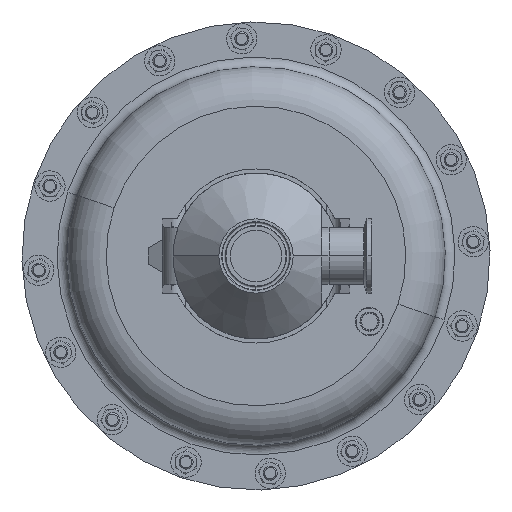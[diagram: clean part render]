
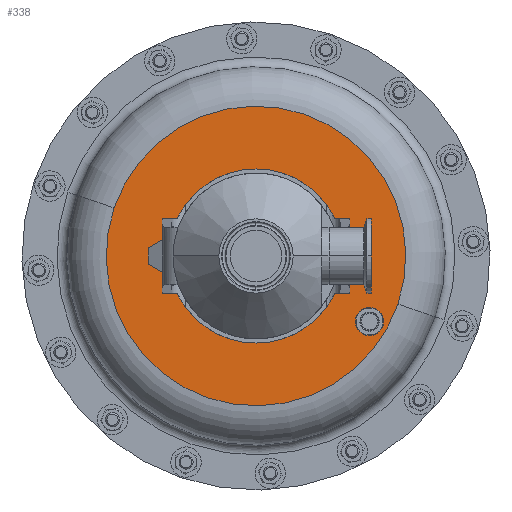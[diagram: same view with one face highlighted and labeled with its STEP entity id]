
A CAD part, front view. The second image highlights one B-rep face of the part: STEP entity #338.
In plain terms, the highlighted planar face has unit normal (0, -1, 0).
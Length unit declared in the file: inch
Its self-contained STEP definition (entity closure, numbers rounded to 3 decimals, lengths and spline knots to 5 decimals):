
#110 = DIRECTION ( 'NONE',  ( 0., 1., 0. ) ) ;
#183 = CIRCLE ( 'NONE', #16408, 4. ) ;
#338 = ADVANCED_FACE ( 'NONE', ( #21151, #23038, #3414 ), #27984, .T. ) ;
#411 = VERTEX_POINT ( 'NONE', #13064 ) ;
#619 = CIRCLE ( 'NONE', #7092, 0.375 ) ;
#1423 = AXIS2_PLACEMENT_3D ( 'NONE', #16498, #9022, #1502 ) ;
#1502 = DIRECTION ( 'NONE',  ( 0., 0., -1. ) ) ;
#2404 = ORIENTED_EDGE ( 'NONE', *, *, #17441, .T. ) ;
#2470 = ORIENTED_EDGE ( 'NONE', *, *, #28523, .F. ) ;
#3414 = FACE_BOUND ( 'NONE', #22218, .T. ) ;
#5062 = CARTESIAN_POINT ( 'NONE',  ( 3.03109, 9.66, -1.75 ) ) ;
#5451 = DIRECTION ( 'NONE',  ( 0.947, 0., -0.321 ) ) ;
#7092 = AXIS2_PLACEMENT_3D ( 'NONE', #5062, #110, #9996 ) ;
#7102 = ORIENTED_EDGE ( 'NONE', *, *, #26680, .F. ) ;
#8238 = VERTEX_POINT ( 'NONE', #27162 ) ;
#8970 = AXIS2_PLACEMENT_3D ( 'NONE', #13161, #13262, #30342 ) ;
#9022 = DIRECTION ( 'NONE',  ( 0., -1., 0. ) ) ;
#9580 = DIRECTION ( 'NONE',  ( 0.947, 0., -0.321 ) ) ;
#9627 = EDGE_CURVE ( 'NONE', #24984, #24720, #16250, .T. ) ;
#9996 = DIRECTION ( 'NONE',  ( 0.249, 0., -0.969 ) ) ;
#11149 = ORIENTED_EDGE ( 'NONE', *, *, #9627, .F. ) ;
#11513 = DIRECTION ( 'NONE',  ( 0., -1., 0. ) ) ;
#12937 = CARTESIAN_POINT ( 'NONE',  ( 0., 9.66, -2.325 ) ) ;
#12965 = CARTESIAN_POINT ( 'NONE',  ( -3.78772, 9.66, 1.28576 ) ) ;
#13064 = CARTESIAN_POINT ( 'NONE',  ( 2.93778, 9.66, -1.38679 ) ) ;
#13161 = CARTESIAN_POINT ( 'NONE',  ( -1.28576, 9.66, -3.78772 ) ) ;
#13262 = DIRECTION ( 'NONE',  ( 0., -1., 0. ) ) ;
#13273 = CIRCLE ( 'NONE', #29089, 4. ) ;
#13506 = EDGE_CURVE ( 'NONE', #411, #8238, #619, .T. ) ;
#13511 = CARTESIAN_POINT ( 'NONE',  ( 3.03109, 9.66, -1.75 ) ) ;
#13787 = ORIENTED_EDGE ( 'NONE', *, *, #13506, .T. ) ;
#14301 = EDGE_CURVE ( 'NONE', #19267, #29119, #183, .T. ) ;
#16250 = CIRCLE ( 'NONE', #1423, 2.325 ) ;
#16261 = AXIS2_PLACEMENT_3D ( 'NONE', #13511, #26064, #23602 ) ;
#16408 = AXIS2_PLACEMENT_3D ( 'NONE', #29128, #26443, #9580 ) ;
#16498 = CARTESIAN_POINT ( 'NONE',  ( 0., 9.66, 0. ) ) ;
#17441 = EDGE_CURVE ( 'NONE', #8238, #411, #19470, .T. ) ;
#17767 = CARTESIAN_POINT ( 'NONE',  ( 0., 9.66, 0. ) ) ;
#19267 = VERTEX_POINT ( 'NONE', #23445 ) ;
#19470 = CIRCLE ( 'NONE', #16261, 0.375 ) ;
#19517 = EDGE_LOOP ( 'NONE', ( #11149, #7102 ) ) ;
#20205 = DIRECTION ( 'NONE',  ( 0., 1., 0. ) ) ;
#21151 = FACE_BOUND ( 'NONE', #19517, .T. ) ;
#22218 = EDGE_LOOP ( 'NONE', ( #2404, #13787 ) ) ;
#22719 = EDGE_LOOP ( 'NONE', ( #26807, #2470 ) ) ;
#22971 = CIRCLE ( 'NONE', #27384, 2.325 ) ;
#23038 = FACE_OUTER_BOUND ( 'NONE', #22719, .T. ) ;
#23445 = CARTESIAN_POINT ( 'NONE',  ( 3.78772, 9.66, -1.28576 ) ) ;
#23541 = CARTESIAN_POINT ( 'NONE',  ( 0., 9.66, 0. ) ) ;
#23602 = DIRECTION ( 'NONE',  ( 0.249, 0., -0.969 ) ) ;
#24720 = VERTEX_POINT ( 'NONE', #31311 ) ;
#24984 = VERTEX_POINT ( 'NONE', #12937 ) ;
#26064 = DIRECTION ( 'NONE',  ( 0., 1., 0. ) ) ;
#26443 = DIRECTION ( 'NONE',  ( 0., 1., 0. ) ) ;
#26680 = EDGE_CURVE ( 'NONE', #24720, #24984, #22971, .T. ) ;
#26807 = ORIENTED_EDGE ( 'NONE', *, *, #14301, .F. ) ;
#27162 = CARTESIAN_POINT ( 'NONE',  ( 3.1244, 9.66, -2.11321 ) ) ;
#27384 = AXIS2_PLACEMENT_3D ( 'NONE', #23541, #11513, #30833 ) ;
#27984 = PLANE ( 'NONE',  #8970 ) ;
#28523 = EDGE_CURVE ( 'NONE', #29119, #19267, #13273, .T. ) ;
#29089 = AXIS2_PLACEMENT_3D ( 'NONE', #17767, #20205, #5451 ) ;
#29119 = VERTEX_POINT ( 'NONE', #12965 ) ;
#29128 = CARTESIAN_POINT ( 'NONE',  ( 0., 9.66, 0. ) ) ;
#30342 = DIRECTION ( 'NONE',  ( -0.947, 0., 0.321 ) ) ;
#30833 = DIRECTION ( 'NONE',  ( 0., 0., -1. ) ) ;
#31311 = CARTESIAN_POINT ( 'NONE',  ( 0., 9.66, 2.325 ) ) ;
